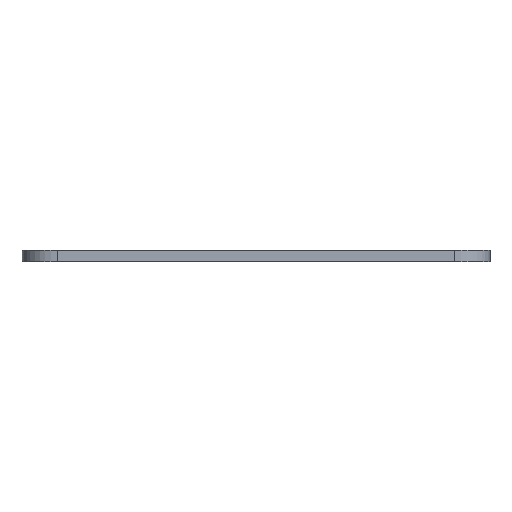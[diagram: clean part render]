
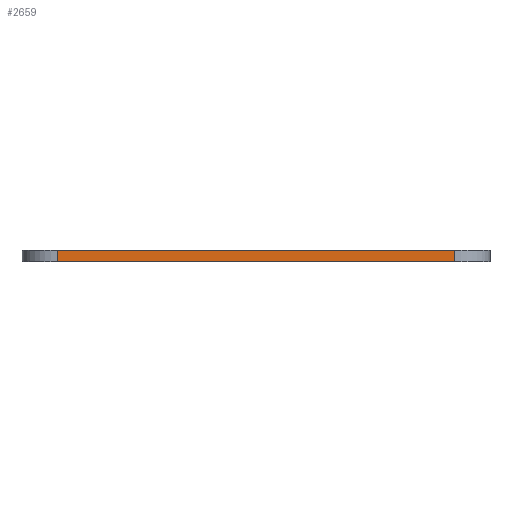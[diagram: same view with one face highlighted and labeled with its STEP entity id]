
A CAD part, left-side view. The second image highlights one B-rep face of the part: STEP entity #2659.
In plain terms, the highlighted planar face has unit normal (-1, 0, 0).
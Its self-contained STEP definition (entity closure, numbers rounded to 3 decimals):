
#201=FACE_OUTER_BOUND('',#331,.T.);
#331=EDGE_LOOP('',(#2088,#2089,#2090,#2091));
#631=LINE('',#4176,#967);
#632=LINE('',#4180,#968);
#633=LINE('',#4182,#969);
#634=LINE('',#4183,#970);
#967=VECTOR('',#3423,10.);
#968=VECTOR('',#3428,10.);
#969=VECTOR('',#3429,10.);
#970=VECTOR('',#3430,10.);
#1246=VERTEX_POINT('',#4173);
#1247=VERTEX_POINT('',#4175);
#1248=VERTEX_POINT('',#4179);
#1249=VERTEX_POINT('',#4181);
#1602=EDGE_CURVE('',#1247,#1246,#631,.T.);
#1604=EDGE_CURVE('',#1246,#1248,#632,.T.);
#1605=EDGE_CURVE('',#1249,#1248,#633,.T.);
#1606=EDGE_CURVE('',#1249,#1247,#634,.T.);
#2088=ORIENTED_EDGE('',*,*,#1604,.T.);
#2089=ORIENTED_EDGE('',*,*,#1605,.F.);
#2090=ORIENTED_EDGE('',*,*,#1606,.T.);
#2091=ORIENTED_EDGE('',*,*,#1602,.T.);
#2531=PLANE('',#2841);
#2659=ADVANCED_FACE('',(#201),#2531,.T.);
#2841=AXIS2_PLACEMENT_3D('',#4178,#3426,#3427);
#3423=DIRECTION('',(0.,0.,1.));
#3426=DIRECTION('center_axis',(-1.,0.,0.));
#3427=DIRECTION('ref_axis',(0.,0.,1.));
#3428=DIRECTION('',(0.,1.,0.));
#3429=DIRECTION('',(0.,0.,1.));
#3430=DIRECTION('',(0.,-1.,0.));
#4173=CARTESIAN_POINT('',(-20.,-17.,1.));
#4175=CARTESIAN_POINT('',(-20.,-17.,0.));
#4176=CARTESIAN_POINT('',(-20.,-17.,0.));
#4178=CARTESIAN_POINT('Origin',(-20.,-17.,0.));
#4179=CARTESIAN_POINT('',(-20.,17.,1.));
#4180=CARTESIAN_POINT('',(-20.,17.,1.));
#4181=CARTESIAN_POINT('',(-20.,17.,0.));
#4182=CARTESIAN_POINT('',(-20.,17.,0.));
#4183=CARTESIAN_POINT('',(-20.,17.,0.));
